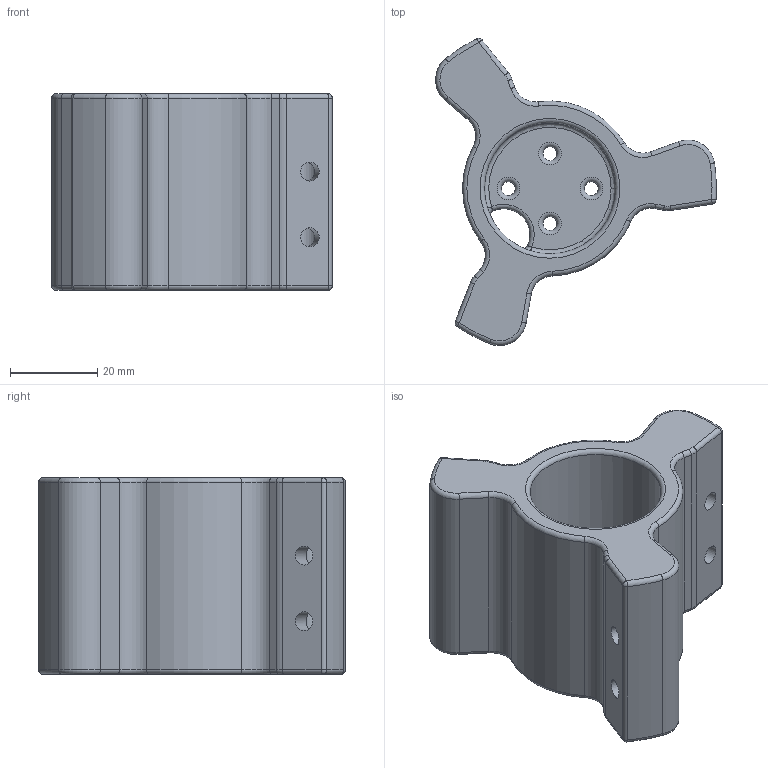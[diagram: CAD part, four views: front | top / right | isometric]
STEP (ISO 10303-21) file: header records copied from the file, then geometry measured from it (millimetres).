
FILE_DESCRIPTION(/* description */ ('STEP AP242','CAx-IF Rec.Pracs.---Representation and Presentation of Product Manufacturing Information (PMI)---4.0---2014-10-13','CAx-IF Rec.Pracs.---3D Tessellated Geometry---0.4---2014-09-14','2;1'),/* implementation_level */ '2;1');
FILE_NAME(/* name */ 'Assembly - Part 15',/* time_stamp */ '2025-07-23T17:14:22Z',/* author */ (''),/* organization */ (''),/* preprocessor_version */ 'ST-DEVELOPER v20',/* originating_system */ 'ONSHAPE BY PTC INC, 1.201',/* authorisation */ ' ');
FILE_SCHEMA (('AP242_MANAGED_MODEL_BASED_3D_ENGINEERING_MIM_LF { 1 0 10303 442 1 1 4 }'));
Length unit declared in the file: metre
Products named in the file (1): Part 15
Bounding box: 64.26 x 70.26 x 45 mm (x, y, z)
Volume: 61399.6 mm3; surface area: 20679.9 mm2
Topology: 1 solids, 1 shells, 131 faces, 307 edges, 173 vertices
Faces by surface type: cylinder 56, torus 49, plane 16, sphere 6, bspline 4
Full cylindrical faces by diameter (mm): 3.2 x4, 4.3 x6, 6.35 x3, 30 x1
Entity records: 3730 total; most frequent: CARTESIAN_POINT 764, DIRECTION 696, ORIENTED_EDGE 538, AXIS2_PLACEMENT_3D 313, EDGE_CURVE 269, CIRCLE 185, EDGE_LOOP 180, FACE_BOUND 180
